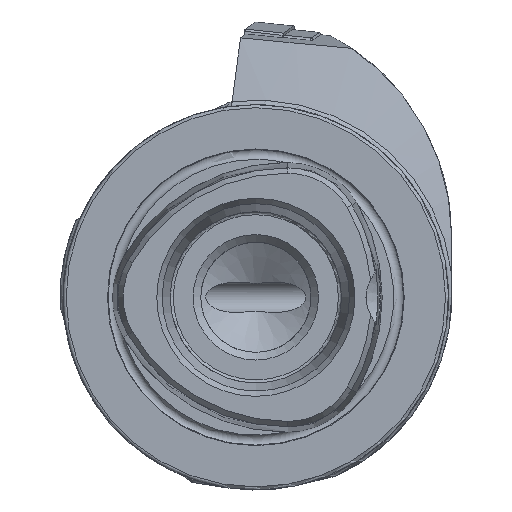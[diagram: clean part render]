
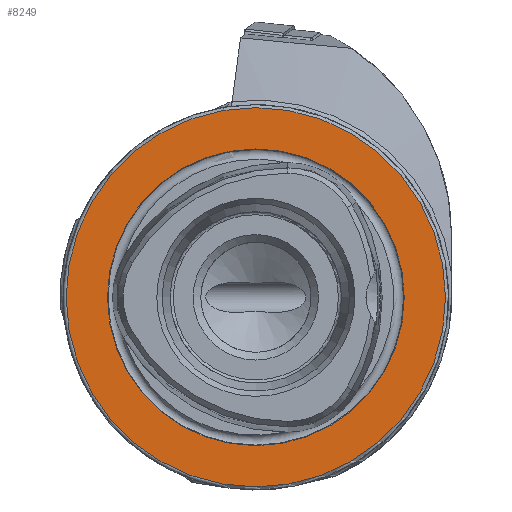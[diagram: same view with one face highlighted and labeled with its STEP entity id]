
A CAD part, left-side view. The second image highlights one B-rep face of the part: STEP entity #8249.
In plain terms, the highlighted planar face has unit normal (-1, 0, 0).
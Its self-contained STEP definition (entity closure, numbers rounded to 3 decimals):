
#2062 = DIRECTION ( 'NONE',  ( 1., 0., 0. ) ) ;
#2167 = ORIENTED_EDGE ( 'NONE', *, *, #5280, .F. ) ;
#3078 = CARTESIAN_POINT ( 'NONE',  ( 0., 0., 31. ) ) ;
#4157 = DIRECTION ( 'NONE',  ( 0., 0., 1. ) ) ;
#4428 = AXIS2_PLACEMENT_3D ( 'NONE', #14642, #10473, #11881 ) ;
#4891 = EDGE_LOOP ( 'NONE', ( #5714 ) ) ;
#5280 = EDGE_CURVE ( 'NONE', #15409, #15409, #11878, .T. ) ;
#5591 = FACE_OUTER_BOUND ( 'NONE', #4891, .T. ) ;
#5652 = CARTESIAN_POINT ( 'NONE',  ( 0., 0., 24.25 ) ) ;
#5714 = ORIENTED_EDGE ( 'NONE', *, *, #13835, .T. ) ;
#6820 = VERTEX_POINT ( 'NONE', #3078 ) ;
#7478 = PLANE ( 'NONE',  #7700 ) ;
#7700 = AXIS2_PLACEMENT_3D ( 'NONE', #8902, #2062, #12700 ) ;
#8249 = ADVANCED_FACE ( 'NONE', ( #16899, #5591 ), #7478, .F. ) ;
#8902 = CARTESIAN_POINT ( 'NONE',  ( 0., 24.25, 0. ) ) ;
#9435 = CARTESIAN_POINT ( 'NONE',  ( 0., 0., 0. ) ) ;
#9641 = AXIS2_PLACEMENT_3D ( 'NONE', #9435, #13533, #4157 ) ;
#10473 = DIRECTION ( 'NONE',  ( -1., 0., 0. ) ) ;
#11878 = CIRCLE ( 'NONE', #4428, 24.25 ) ;
#11881 = DIRECTION ( 'NONE',  ( 0., 0., 1. ) ) ;
#12393 = CIRCLE ( 'NONE', #9641, 31. ) ;
#12700 = DIRECTION ( 'NONE',  ( 0., 0., -1. ) ) ;
#13188 = EDGE_LOOP ( 'NONE', ( #2167 ) ) ;
#13533 = DIRECTION ( 'NONE',  ( -1., 0., 0. ) ) ;
#13835 = EDGE_CURVE ( 'NONE', #6820, #6820, #12393, .T. ) ;
#14642 = CARTESIAN_POINT ( 'NONE',  ( 0., 0., 0. ) ) ;
#15409 = VERTEX_POINT ( 'NONE', #5652 ) ;
#16899 = FACE_BOUND ( 'NONE', #13188, .T. ) ;
